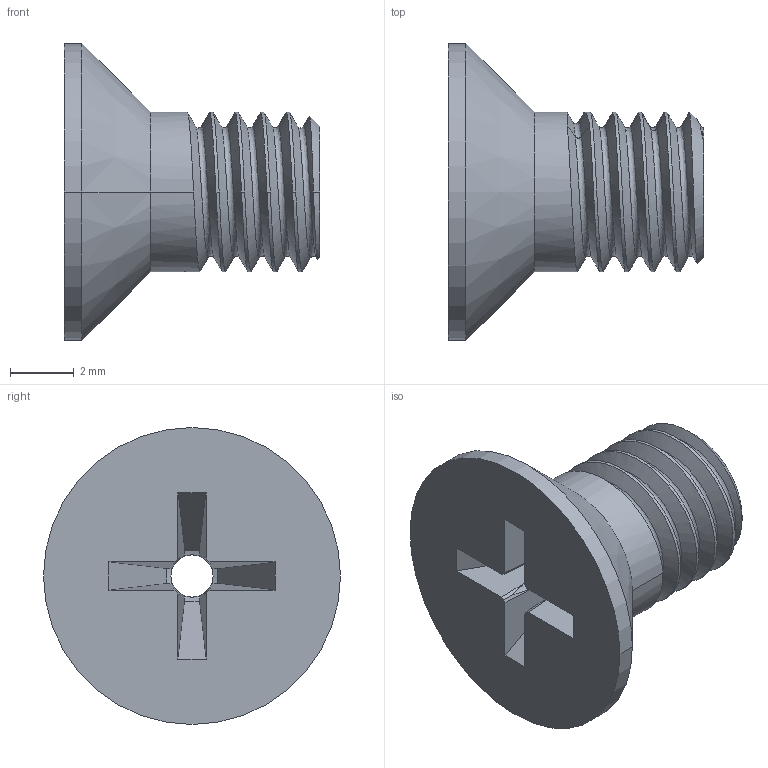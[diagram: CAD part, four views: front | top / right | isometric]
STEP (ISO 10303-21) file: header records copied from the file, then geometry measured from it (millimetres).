
FILE_DESCRIPTION((''),'2;1');
FILE_NAME('001_FLAT_HEAD_PHILLIPS_MM_ASM','2023-10-24T',('SYSTEM'),(''),'PRO/ENGINEER BY PARAMETRIC TECHNOLOGY CORPORATION, 2016360','PRO/ENGINEER BY PARAMETRIC TECHNOLOGY CORPORATION, 2016360','');
FILE_SCHEMA(('AUTOMOTIVE_DESIGN { 1 0 10303 214 1 1 1 1 }'));
Length unit declared in the file: millimetre
Products named in the file (2): MF-508; 001_FLAT_HEAD_PHILLIPS_MM_ASM
Assembly tree (1 placements, depth 2):
  001_FLAT_HEAD_PHILLIPS_MM_ASM
    MF-508
Bounding box: 8 x 9.3 x 9.3 mm (x, y, z)
Volume: 195.4 mm3; surface area: 329.9 mm2
Topology: 1 solids, 1 shells, 53 faces, 145 edges, 94 vertices
Faces by surface type: plane 22, cylinder 14, bspline 9, cone 8
Entity records: 3863 total; most frequent: CARTESIAN_POINT 2459, ORIENTED_EDGE 290, DIRECTION 193, EDGE_CURVE 145, COLOUR_RGB 110, VERTEX_POINT 94, AXIS2_PLACEMENT_3D 66, B_SPLINE_CURVE_WITH_KNOTS 65
